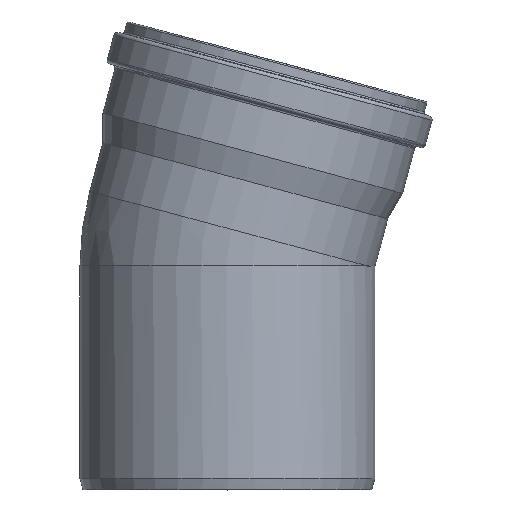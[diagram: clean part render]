
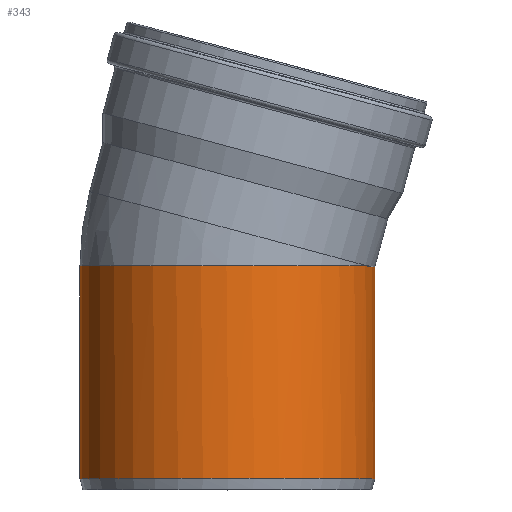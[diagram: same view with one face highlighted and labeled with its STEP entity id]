
A CAD part, top view. The second image highlights one B-rep face of the part: STEP entity #343.
In plain terms, the highlighted cylindrical face has radius 200.175 mm (diameter 400.35 mm), a full revolution.
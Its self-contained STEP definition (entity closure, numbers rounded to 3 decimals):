
#34=FACE_BOUND('',#141,.T.);
#63=CYLINDRICAL_SURFACE('',#379,200.175);
#73=CIRCLE('',#377,200.175);
#75=CIRCLE('',#380,200.175);
#108=FACE_OUTER_BOUND('',#140,.T.);
#140=EDGE_LOOP('',(#278,#279));
#141=EDGE_LOOP('',(#280));
#199=ELLIPSE('',#375,201.937,200.175);
#203=VERTEX_POINT('',#588);
#205=VERTEX_POINT('',#597);
#207=VERTEX_POINT('',#638);
#236=EDGE_CURVE('',#203,#205,#199,.T.);
#239=EDGE_CURVE('',#205,#203,#73,.T.);
#241=EDGE_CURVE('',#207,#207,#75,.T.);
#278=ORIENTED_EDGE('',*,*,#236,.F.);
#279=ORIENTED_EDGE('',*,*,#239,.F.);
#280=ORIENTED_EDGE('',*,*,#241,.T.);
#343=ADVANCED_FACE('',(#108,#34),#63,.T.);
#375=AXIS2_PLACEMENT_3D('',#598,#439,#440);
#377=AXIS2_PLACEMENT_3D('',#635,#443,#444);
#379=AXIS2_PLACEMENT_3D('',#637,#447,#448);
#380=AXIS2_PLACEMENT_3D('',#639,#449,#450);
#439=DIRECTION('center_axis',(0.132,0.991,0.));
#440=DIRECTION('ref_axis',(0.991,-0.132,0.));
#443=DIRECTION('center_axis',(0.,1.,0.));
#444=DIRECTION('ref_axis',(1.,0.,0.));
#447=DIRECTION('center_axis',(0.,1.,0.));
#448=DIRECTION('ref_axis',(1.,0.,0.));
#449=DIRECTION('center_axis',(0.,1.,0.));
#450=DIRECTION('ref_axis',(1.,0.,0.));
#588=CARTESIAN_POINT('',(187.304,303.909,70.621));
#597=CARTESIAN_POINT('',(187.304,303.909,-70.621));
#598=CARTESIAN_POINT('Origin',(0.,328.814,0.));
#635=CARTESIAN_POINT('Origin',(0.,303.909,0.));
#637=CARTESIAN_POINT('Origin',(0.,0.,0.));
#638=CARTESIAN_POINT('',(0.,15.,-200.175));
#639=CARTESIAN_POINT('Origin',(0.,15.,0.));
